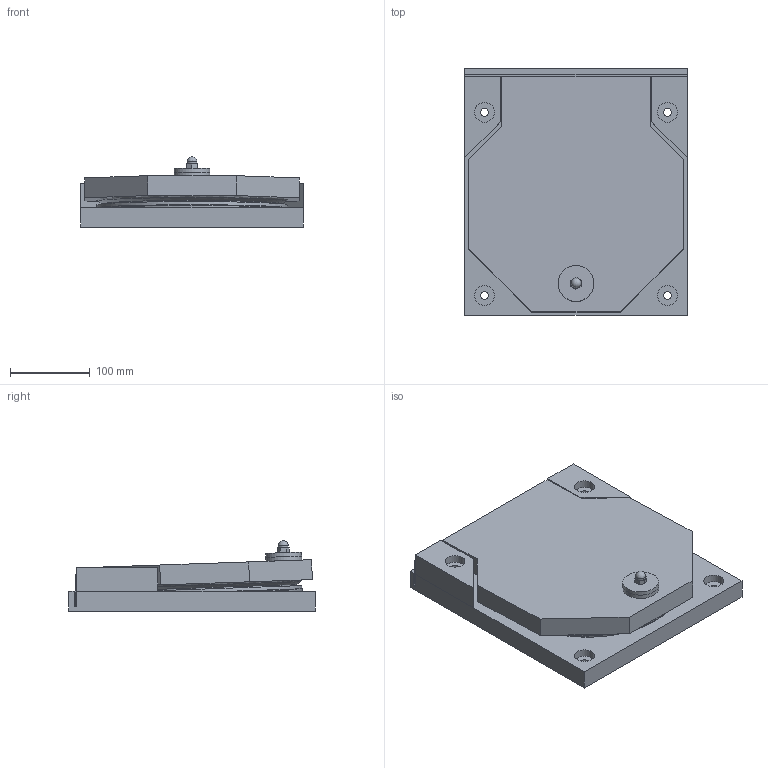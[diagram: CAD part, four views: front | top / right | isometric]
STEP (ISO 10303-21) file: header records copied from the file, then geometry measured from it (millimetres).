
FILE_DESCRIPTION(/* description */ ('Achterplaat'),/* implementation_level */ '2;1');
FILE_NAME(/* name */ '101Y0200.A.stp',/* time_stamp */ '2018-01-29T08:25:53+01:00',/* author */ ('BIDJOSLO'),/* organization */ ('KWT Waterbeheersing'),/* preprocessor_version */ 'ST-DEVELOPER v16.1',/* originating_system */ 'Autodesk Inventor 2016',/* authorisation */ '');
FILE_SCHEMA (('AUTOMOTIVE_DESIGN { 1 0 10303 214 3 1 1 }'));
Products named in the file (13): 101Y0200.10; 101Y0200.32; 101Y0200.11; 101Y0200.12; 101Y0200.13; 101Y0200.20; 101Y0200.31; 1140.SPLS.05x25VK; 1140.1587.08; 1140.7991.08x045; 1140.SPLS.05x40VK; 2340.8.5X45X5; 101Y0200.A
Assembly tree (18 placements, depth 2):
  101Y0200.A
    101Y0200.10
    101Y0200.32
    101Y0200.11
    101Y0200.12
    101Y0200.13
    101Y0200.20
    101Y0200.31
    1140.SPLS.05x25VK  x3
    1140.1587.08
    1140.7991.08x045
    1140.SPLS.05x40VK  x4
    2340.8.5X45X5  x2
Bounding box: 280 x 310 x 88.38 mm (x, y, z)
Volume: 3241766.7 mm3; surface area: 501013.9 mm2
Topology: 18 solids, 18 shells, 340 faces, 865 edges, 557 vertices
Faces by surface type: plane 143, cone 97, cylinder 45, torus 28, bspline 26, sphere 1
Full cylindrical faces by diameter (mm): 3 x3, 5.5 x7, 6.647 x1, 7 x4, 8 x1, 8.5 x2, 10 x8, 10.3 x7, 10.5 x2, 12.5 x1, 15.24 x1, 25 x4, 45 x2
Entity records: 37535 total; most frequent: CARTESIAN_POINT 32861, DIRECTION 860, ORIENTED_EDGE 852, EDGE_CURVE 426, AXIS2_PLACEMENT_3D 331, EDGE_LOOP 298, VERTEX_POINT 298, ADVANCED_FACE 206
